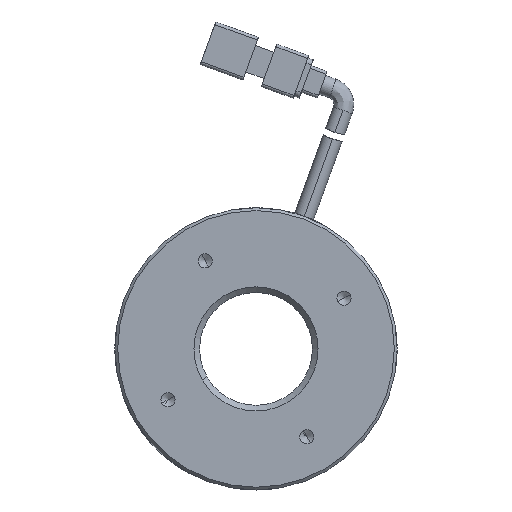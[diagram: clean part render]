
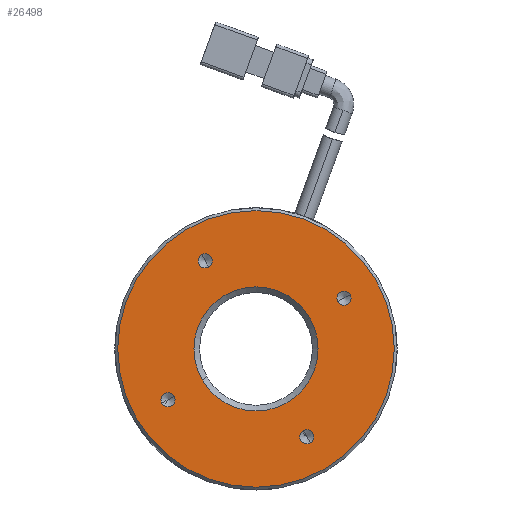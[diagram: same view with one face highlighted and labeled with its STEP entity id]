
A CAD part, front view. The second image highlights one B-rep face of the part: STEP entity #26498.
In plain terms, the highlighted planar face has unit normal (0, -1, 0).
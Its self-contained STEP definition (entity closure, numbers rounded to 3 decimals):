
#151 = DIRECTION ( 'NONE',  ( 0.866, 0., 0.5 ) ) ;
#251 = DIRECTION ( 'NONE',  ( 0., -1., 0. ) ) ;
#263 = CARTESIAN_POINT ( 'NONE',  ( -93.726, 2.128, 0. ) ) ;
#564 = VERTEX_POINT ( 'NONE', #32574 ) ;
#1528 = DIRECTION ( 'NONE',  ( 0., 1., 0. ) ) ;
#1584 = CIRCLE ( 'NONE', #1931, 1.25 ) ;
#1588 = DIRECTION ( 'NONE',  ( 0.5, 0., -0.866 ) ) ;
#1739 = ORIENTED_EDGE ( 'NONE', *, *, #44288, .F. ) ;
#1874 = CARTESIAN_POINT ( 'NONE',  ( -78.138, 2.128, 9. ) ) ;
#1931 = AXIS2_PLACEMENT_3D ( 'NONE', #48642, #25286, #1588 ) ;
#2022 = EDGE_CURVE ( 'NONE', #19556, #27899, #24137, .T. ) ;
#3699 = DIRECTION ( 'NONE',  ( -0.866, 0., -0.5 ) ) ;
#3714 = CIRCLE ( 'NONE', #12985, 1.25 ) ;
#3974 = EDGE_CURVE ( 'NONE', #43250, #564, #32376, .T. ) ;
#4138 = DIRECTION ( 'NONE',  ( 0., -1., 0. ) ) ;
#4859 = EDGE_CURVE ( 'NONE', #26545, #37040, #46755, .T. ) ;
#4868 = ORIENTED_EDGE ( 'NONE', *, *, #19585, .F. ) ;
#5083 = FACE_BOUND ( 'NONE', #27443, .T. ) ;
#5330 = CARTESIAN_POINT ( 'NONE',  ( -84.2, 2.128, 5.5 ) ) ;
#5476 = CARTESIAN_POINT ( 'NONE',  ( -109.315, 2.128, -9. ) ) ;
#5881 = DIRECTION ( 'NONE',  ( 0.5, 0., -0.866 ) ) ;
#7154 = VERTEX_POINT ( 'NONE', #46702 ) ;
#8536 = ORIENTED_EDGE ( 'NONE', *, *, #4859, .F. ) ;
#8601 = CIRCLE ( 'NONE', #34971, 11. ) ;
#8752 = CARTESIAN_POINT ( 'NONE',  ( -77.513, 2.128, 7.917 ) ) ;
#9802 = CARTESIAN_POINT ( 'NONE',  ( -78.763, 2.128, 10.083 ) ) ;
#10176 = AXIS2_PLACEMENT_3D ( 'NONE', #37747, #37917, #31374 ) ;
#11037 = ORIENTED_EDGE ( 'NONE', *, *, #27548, .F. ) ;
#12197 = AXIS2_PLACEMENT_3D ( 'NONE', #38455, #14828, #42405 ) ;
#12985 = AXIS2_PLACEMENT_3D ( 'NONE', #49460, #49355, #49292 ) ;
#13088 = DIRECTION ( 'NONE',  ( 0.5, 0., -0.866 ) ) ;
#13153 = DIRECTION ( 'NONE',  ( 0., -1., 0. ) ) ;
#14280 = CARTESIAN_POINT ( 'NONE',  ( -109.94, 2.128, -7.917 ) ) ;
#14828 = DIRECTION ( 'NONE',  ( 0., -1., 0. ) ) ;
#15034 = AXIS2_PLACEMENT_3D ( 'NONE', #263, #251, #151 ) ;
#15568 = FACE_BOUND ( 'NONE', #28552, .T. ) ;
#16596 = EDGE_CURVE ( 'NONE', #16757, #7154, #34146, .T. ) ;
#16757 = VERTEX_POINT ( 'NONE', #40490 ) ;
#16794 = FACE_BOUND ( 'NONE', #29999, .T. ) ;
#18792 = VERTEX_POINT ( 'NONE', #9802 ) ;
#19124 = CARTESIAN_POINT ( 'NONE',  ( -103.253, 2.128, -5.5 ) ) ;
#19556 = VERTEX_POINT ( 'NONE', #5330 ) ;
#19585 = EDGE_CURVE ( 'NONE', #564, #43250, #3714, .T. ) ;
#20708 = EDGE_CURVE ( 'NONE', #27899, #19556, #8601, .T. ) ;
#21352 = CARTESIAN_POINT ( 'NONE',  ( -93.726, 2.128, 0. ) ) ;
#21562 = AXIS2_PLACEMENT_3D ( 'NONE', #25237, #1528, #29227 ) ;
#21565 = ORIENTED_EDGE ( 'NONE', *, *, #44961, .F. ) ;
#21580 = CARTESIAN_POINT ( 'NONE',  ( -85.351, 2.128, -14.506 ) ) ;
#23613 = VERTEX_POINT ( 'NONE', #38529 ) ;
#24137 = CIRCLE ( 'NONE', #15034, 11. ) ;
#24673 = AXIS2_PLACEMENT_3D ( 'NONE', #1874, #29575, #5881 ) ;
#25237 = CARTESIAN_POINT ( 'NONE',  ( -72.076, 2.128, 12.5 ) ) ;
#25260 = DIRECTION ( 'NONE',  ( 0.866, 0., 0.5 ) ) ;
#25286 = DIRECTION ( 'NONE',  ( 0., -1., 0. ) ) ;
#25302 = DIRECTION ( 'NONE',  ( 0., -1., 0. ) ) ;
#25325 = DIRECTION ( 'NONE',  ( -0.866, 0., -0.5 ) ) ;
#25363 = CARTESIAN_POINT ( 'NONE',  ( -93.726, 2.128, 0. ) ) ;
#25864 = AXIS2_PLACEMENT_3D ( 'NONE', #5476, #13153, #13088 ) ;
#26110 = FACE_OUTER_BOUND ( 'NONE', #33676, .T. ) ;
#26118 = VERTEX_POINT ( 'NONE', #29634 ) ;
#26498 = ADVANCED_FACE ( 'NONE', ( #27326, #26110, #16794, #36586, #15568, #5083 ), #48426, .F. ) ;
#26545 = VERTEX_POINT ( 'NONE', #21580 ) ;
#26901 = VERTEX_POINT ( 'NONE', #8752 ) ;
#27326 = FACE_BOUND ( 'NONE', #27850, .T. ) ;
#27375 = DIRECTION ( 'NONE',  ( 0., 1., 0. ) ) ;
#27443 = EDGE_LOOP ( 'NONE', ( #21565, #35747 ) ) ;
#27548 = EDGE_CURVE ( 'NONE', #26901, #18792, #41271, .T. ) ;
#27816 = CARTESIAN_POINT ( 'NONE',  ( -102.726, 2.128, 15.588 ) ) ;
#27850 = EDGE_LOOP ( 'NONE', ( #39438, #36979 ) ) ;
#27899 = VERTEX_POINT ( 'NONE', #19124 ) ;
#28241 = EDGE_LOOP ( 'NONE', ( #38748, #8536 ) ) ;
#28289 = CARTESIAN_POINT ( 'NONE',  ( -84.101, 2.128, -16.671 ) ) ;
#28552 = EDGE_LOOP ( 'NONE', ( #4868, #41337 ) ) ;
#29227 = DIRECTION ( 'NONE',  ( -0.866, 0., -0.5 ) ) ;
#29575 = DIRECTION ( 'NONE',  ( 0., -1., 0. ) ) ;
#29634 = CARTESIAN_POINT ( 'NONE',  ( -114.944, 2.128, -12.25 ) ) ;
#29999 = EDGE_LOOP ( 'NONE', ( #11037, #33229 ) ) ;
#30034 = CIRCLE ( 'NONE', #30802, 24.5 ) ;
#30802 = AXIS2_PLACEMENT_3D ( 'NONE', #21352, #48685, #25325 ) ;
#31374 = DIRECTION ( 'NONE',  ( 0.5, 0., -0.866 ) ) ;
#31380 = CARTESIAN_POINT ( 'NONE',  ( -84.726, 2.128, -15.588 ) ) ;
#31533 = AXIS2_PLACEMENT_3D ( 'NONE', #31380, #32432, #47511 ) ;
#31801 = DIRECTION ( 'NONE',  ( 0.5, 0., -0.866 ) ) ;
#32376 = CIRCLE ( 'NONE', #25864, 1.25 ) ;
#32432 = DIRECTION ( 'NONE',  ( 0., -1., 0. ) ) ;
#32574 = CARTESIAN_POINT ( 'NONE',  ( -108.69, 2.128, -10.083 ) ) ;
#33229 = ORIENTED_EDGE ( 'NONE', *, *, #35997, .F. ) ;
#33676 = EDGE_LOOP ( 'NONE', ( #43662, #1739 ) ) ;
#33803 = EDGE_CURVE ( 'NONE', #37040, #26545, #37734, .T. ) ;
#34146 = CIRCLE ( 'NONE', #10176, 1.25 ) ;
#34633 = CIRCLE ( 'NONE', #48328, 24.5 ) ;
#34971 = AXIS2_PLACEMENT_3D ( 'NONE', #25363, #25302, #25260 ) ;
#35747 = ORIENTED_EDGE ( 'NONE', *, *, #16596, .F. ) ;
#35997 = EDGE_CURVE ( 'NONE', #18792, #26901, #1584, .T. ) ;
#36586 = FACE_BOUND ( 'NONE', #28241, .T. ) ;
#36979 = ORIENTED_EDGE ( 'NONE', *, *, #20708, .F. ) ;
#37040 = VERTEX_POINT ( 'NONE', #28289 ) ;
#37734 = CIRCLE ( 'NONE', #12197, 1.25 ) ;
#37747 = CARTESIAN_POINT ( 'NONE',  ( -102.726, 2.128, 15.588 ) ) ;
#37917 = DIRECTION ( 'NONE',  ( 0., -1., 0. ) ) ;
#38455 = CARTESIAN_POINT ( 'NONE',  ( -84.726, 2.128, -15.588 ) ) ;
#38529 = CARTESIAN_POINT ( 'NONE',  ( -72.509, 2.128, 12.25 ) ) ;
#38748 = ORIENTED_EDGE ( 'NONE', *, *, #33803, .F. ) ;
#39438 = ORIENTED_EDGE ( 'NONE', *, *, #2022, .F. ) ;
#40490 = CARTESIAN_POINT ( 'NONE',  ( -103.351, 2.128, 16.671 ) ) ;
#41051 = AXIS2_PLACEMENT_3D ( 'NONE', #27816, #4138, #31801 ) ;
#41271 = CIRCLE ( 'NONE', #24673, 1.25 ) ;
#41337 = ORIENTED_EDGE ( 'NONE', *, *, #3974, .F. ) ;
#41653 = EDGE_CURVE ( 'NONE', #26118, #23613, #30034, .T. ) ;
#42405 = DIRECTION ( 'NONE',  ( 0.5, 0., -0.866 ) ) ;
#43079 = CIRCLE ( 'NONE', #41051, 1.25 ) ;
#43250 = VERTEX_POINT ( 'NONE', #14280 ) ;
#43662 = ORIENTED_EDGE ( 'NONE', *, *, #41653, .F. ) ;
#44288 = EDGE_CURVE ( 'NONE', #23613, #26118, #34633, .T. ) ;
#44961 = EDGE_CURVE ( 'NONE', #7154, #16757, #43079, .T. ) ;
#46702 = CARTESIAN_POINT ( 'NONE',  ( -102.101, 2.128, 14.506 ) ) ;
#46755 = CIRCLE ( 'NONE', #31533, 1.25 ) ;
#47511 = DIRECTION ( 'NONE',  ( 0.5, 0., -0.866 ) ) ;
#48328 = AXIS2_PLACEMENT_3D ( 'NONE', #50679, #27375, #3699 ) ;
#48426 = PLANE ( 'NONE',  #21562 ) ;
#48642 = CARTESIAN_POINT ( 'NONE',  ( -78.138, 2.128, 9. ) ) ;
#48685 = DIRECTION ( 'NONE',  ( 0., 1., 0. ) ) ;
#49292 = DIRECTION ( 'NONE',  ( 0.5, 0., -0.866 ) ) ;
#49355 = DIRECTION ( 'NONE',  ( 0., -1., 0. ) ) ;
#49460 = CARTESIAN_POINT ( 'NONE',  ( -109.315, 2.128, -9. ) ) ;
#50679 = CARTESIAN_POINT ( 'NONE',  ( -93.726, 2.128, 0. ) ) ;
